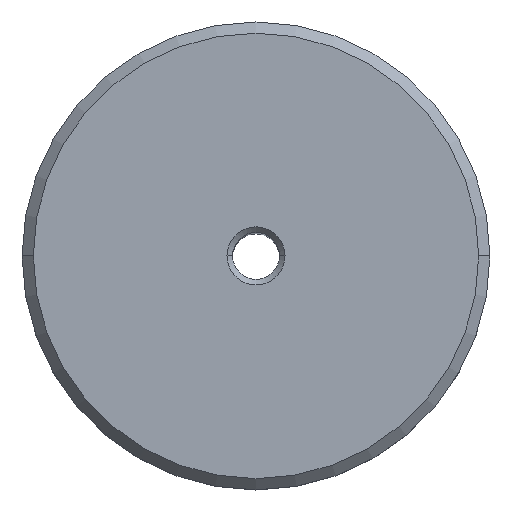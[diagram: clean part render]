
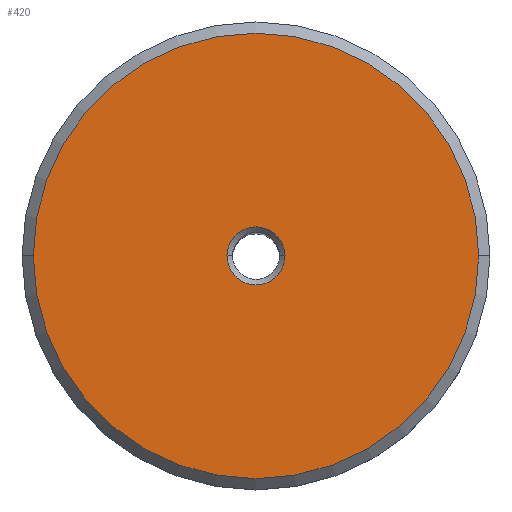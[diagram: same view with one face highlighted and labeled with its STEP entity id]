
A CAD part, top view. The second image highlights one B-rep face of the part: STEP entity #420.
In plain terms, the highlighted planar face has unit normal (0, 0, 1).
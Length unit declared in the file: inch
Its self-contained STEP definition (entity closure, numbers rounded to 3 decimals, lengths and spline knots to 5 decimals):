
#10 = CARTESIAN_POINT ( 'NONE',  ( -0.595, 0., 0. ) ) ;
#11 = CIRCLE ( 'NONE', #188, 0.595 ) ;
#20 = DIRECTION ( 'NONE',  ( 0., 0., -1. ) ) ;
#71 = ORIENTED_EDGE ( 'NONE', *, *, #130, .T. ) ;
#89 = EDGE_CURVE ( 'NONE', #678, #195, #487, .T. ) ;
#127 = VERTEX_POINT ( 'NONE', #992 ) ;
#130 = EDGE_CURVE ( 'NONE', #127, #635, #1079, .T. ) ;
#135 = FACE_OUTER_BOUND ( 'NONE', #923, .T. ) ;
#139 = CARTESIAN_POINT ( 'NONE',  ( 0., 0.625, 0. ) ) ;
#149 = DIRECTION ( 'NONE',  ( 0., 0., -1. ) ) ;
#152 = DIRECTION ( 'NONE',  ( -1., 0., 0. ) ) ;
#181 = DIRECTION ( 'NONE',  ( 0., 0., 1. ) ) ;
#188 = AXIS2_PLACEMENT_3D ( 'NONE', #861, #181, #345 ) ;
#195 = VERTEX_POINT ( 'NONE', #459 ) ;
#203 = DIRECTION ( 'NONE',  ( 0., 0., 1. ) ) ;
#225 = AXIS2_PLACEMENT_3D ( 'NONE', #139, #149, #152 ) ;
#226 = AXIS2_PLACEMENT_3D ( 'NONE', #1025, #498, #849 ) ;
#233 = ORIENTED_EDGE ( 'NONE', *, *, #660, .T. ) ;
#275 = AXIS2_PLACEMENT_3D ( 'NONE', #556, #203, #793 ) ;
#340 = ORIENTED_EDGE ( 'NONE', *, *, #630, .T. ) ;
#345 = DIRECTION ( 'NONE',  ( -1., 0., 0. ) ) ;
#380 = CARTESIAN_POINT ( 'NONE',  ( 0.0775, 0., 0. ) ) ;
#384 = AXIS2_PLACEMENT_3D ( 'NONE', #813, #20, #534 ) ;
#420 = ADVANCED_FACE ( 'NONE', ( #135, #701 ), #1052, .F. ) ;
#459 = CARTESIAN_POINT ( 'NONE',  ( -0.0775, 0., 0. ) ) ;
#487 = CIRCLE ( 'NONE', #384, 0.0775 ) ;
#498 = DIRECTION ( 'NONE',  ( 0., 0., -1. ) ) ;
#528 = EDGE_LOOP ( 'NONE', ( #994, #233 ) ) ;
#534 = DIRECTION ( 'NONE',  ( -1., 0., 0. ) ) ;
#556 = CARTESIAN_POINT ( 'NONE',  ( 0., 0., 0. ) ) ;
#597 = CIRCLE ( 'NONE', #226, 0.0775 ) ;
#630 = EDGE_CURVE ( 'NONE', #635, #127, #11, .T. ) ;
#635 = VERTEX_POINT ( 'NONE', #10 ) ;
#660 = EDGE_CURVE ( 'NONE', #195, #678, #597, .T. ) ;
#678 = VERTEX_POINT ( 'NONE', #380 ) ;
#701 = FACE_BOUND ( 'NONE', #528, .T. ) ;
#793 = DIRECTION ( 'NONE',  ( -1., 0., 0. ) ) ;
#813 = CARTESIAN_POINT ( 'NONE',  ( 0., 0., 0. ) ) ;
#849 = DIRECTION ( 'NONE',  ( -1., 0., 0. ) ) ;
#861 = CARTESIAN_POINT ( 'NONE',  ( 0., 0., 0. ) ) ;
#923 = EDGE_LOOP ( 'NONE', ( #340, #71 ) ) ;
#992 = CARTESIAN_POINT ( 'NONE',  ( 0.595, 0., 0. ) ) ;
#994 = ORIENTED_EDGE ( 'NONE', *, *, #89, .T. ) ;
#1025 = CARTESIAN_POINT ( 'NONE',  ( 0., 0., 0. ) ) ;
#1052 = PLANE ( 'NONE',  #225 ) ;
#1079 = CIRCLE ( 'NONE', #275, 0.595 ) ;
